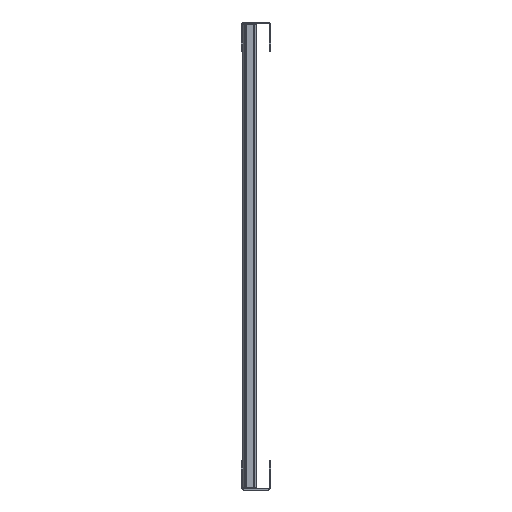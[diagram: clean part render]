
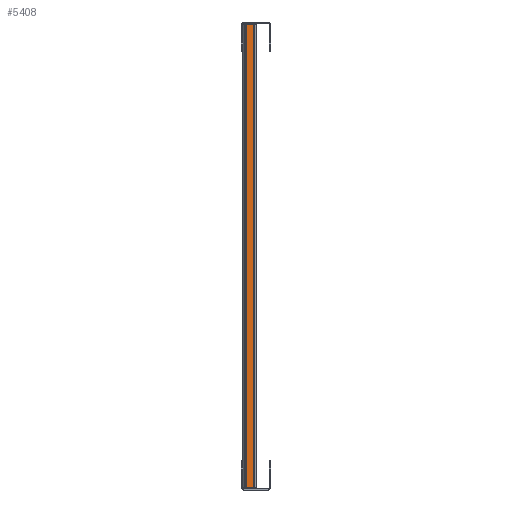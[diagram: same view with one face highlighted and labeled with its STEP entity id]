
A CAD part, left-side view. The second image highlights one B-rep face of the part: STEP entity #5408.
In plain terms, the highlighted face is planar.
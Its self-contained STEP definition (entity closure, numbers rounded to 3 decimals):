
#4840=DIRECTION('',(-1.,0.,0.));
#4841=VECTOR('',#4840,792.);
#4842=CARTESIAN_POINT('',(596.,18.5,-20.));
#4843=LINE('',#4842,#4841);
#4848=DIRECTION('',(0.,-1.,0.));
#4849=VECTOR('',#4848,14.5);
#4850=CARTESIAN_POINT('',(596.,18.5,-20.));
#4851=LINE('',#4850,#4849);
#4852=DIRECTION('',(0.,-1.,0.));
#4853=VECTOR('',#4852,14.5);
#4854=CARTESIAN_POINT('',(-196.,18.5,-20.));
#4855=LINE('',#4854,#4853);
#5120=DIRECTION('',(1.,0.,0.));
#5121=VECTOR('',#5120,792.);
#5122=CARTESIAN_POINT('',(-196.,4.,-20.));
#5123=LINE('',#5122,#5121);
#5250=CARTESIAN_POINT('',(-196.,18.5,-20.));
#5252=VERTEX_POINT('',#5250);
#5258=CARTESIAN_POINT('',(-196.,4.,-20.));
#5260=VERTEX_POINT('',#5258);
#5296=CARTESIAN_POINT('',(596.,18.5,-20.));
#5297=CARTESIAN_POINT('',(596.,4.,-20.));
#5298=VERTEX_POINT('',#5296);
#5299=VERTEX_POINT('',#5297);
#5394=CARTESIAN_POINT('',(196.,4.,-20.));
#5395=DIRECTION('',(0.,0.,1.));
#5396=DIRECTION('',(1.,0.,0.));
#5397=AXIS2_PLACEMENT_3D('',#5394,#5395,#5396);
#5398=PLANE('',#5397);
#5400=ORIENTED_EDGE('',*,*,#5399,.T.);
#5402=ORIENTED_EDGE('',*,*,#5401,.T.);
#5404=ORIENTED_EDGE('',*,*,#5403,.F.);
#5405=ORIENTED_EDGE('',*,*,#5386,.T.);
#5406=EDGE_LOOP('',(#5400,#5402,#5404,#5405));
#5407=FACE_OUTER_BOUND('',#5406,.F.);
#5408=ADVANCED_FACE('',(#5407),#5398,.F.);
#5386=EDGE_CURVE('',#5298,#5252,#4843,.T.);
#5399=EDGE_CURVE('',#5252,#5260,#4855,.T.);
#5401=EDGE_CURVE('',#5260,#5299,#5123,.T.);
#5403=EDGE_CURVE('',#5298,#5299,#4851,.T.);
